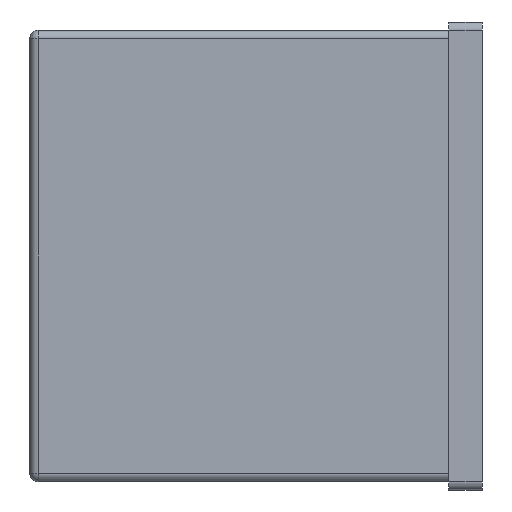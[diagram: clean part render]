
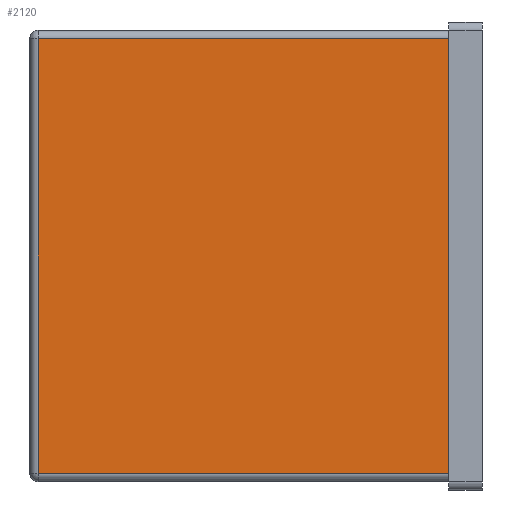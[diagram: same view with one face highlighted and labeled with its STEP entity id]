
A CAD part, left-side view. The second image highlights one B-rep face of the part: STEP entity #2120.
In plain terms, the highlighted planar face has unit normal (-1, 0, 0).
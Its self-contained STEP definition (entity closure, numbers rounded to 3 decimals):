
#2 = EDGE_CURVE ( 'NONE', #488, #2765, #1226, .T. ) ;
#10 = EDGE_CURVE ( 'NONE', #2765, #1626, #1496, .T. ) ;
#82 = VECTOR ( 'NONE', #2214, 1000. ) ;
#106 = PLANE ( 'NONE',  #1326 ) ;
#123 = VECTOR ( 'NONE', #1684, 1000. ) ;
#137 = DIRECTION ( 'NONE',  ( 0., 0., 1. ) ) ;
#269 = EDGE_CURVE ( 'NONE', #1626, #1624, #1645, .T. ) ;
#440 = EDGE_LOOP ( 'NONE', ( #1177, #2244, #862, #1102 ) ) ;
#488 = VERTEX_POINT ( 'NONE', #860 ) ;
#594 = DIRECTION ( 'NONE',  ( 0., 0., -1. ) ) ;
#643 = FACE_OUTER_BOUND ( 'NONE', #440, .T. ) ;
#786 = CARTESIAN_POINT ( 'NONE',  ( 0., 0., -26.2 ) ) ;
#860 = CARTESIAN_POINT ( 'NONE',  ( 0., 24.3, -0.5 ) ) ;
#862 = ORIENTED_EDGE ( 'NONE', *, *, #269, .T. ) ;
#1093 = LINE ( 'NONE', #1322, #82 ) ;
#1102 = ORIENTED_EDGE ( 'NONE', *, *, #1233, .T. ) ;
#1177 = ORIENTED_EDGE ( 'NONE', *, *, #2, .T. ) ;
#1226 = LINE ( 'NONE', #1912, #2413 ) ;
#1233 = EDGE_CURVE ( 'NONE', #1624, #488, #1093, .T. ) ;
#1319 = VECTOR ( 'NONE', #137, 1000. ) ;
#1322 = CARTESIAN_POINT ( 'NONE',  ( 0., 24.8, -0.5 ) ) ;
#1326 = AXIS2_PLACEMENT_3D ( 'NONE', #1786, #1563, #1801 ) ;
#1496 = LINE ( 'NONE', #2346, #123 ) ;
#1563 = DIRECTION ( 'NONE',  ( 1., 0., 0. ) ) ;
#1604 = CARTESIAN_POINT ( 'NONE',  ( 0., 0., 0. ) ) ;
#1624 = VERTEX_POINT ( 'NONE', #2292 ) ;
#1626 = VERTEX_POINT ( 'NONE', #786 ) ;
#1645 = LINE ( 'NONE', #1604, #1319 ) ;
#1684 = DIRECTION ( 'NONE',  ( 0., -1., 0. ) ) ;
#1786 = CARTESIAN_POINT ( 'NONE',  ( 0., 24.8, 0. ) ) ;
#1801 = DIRECTION ( 'NONE',  ( 0., 0., -1. ) ) ;
#1912 = CARTESIAN_POINT ( 'NONE',  ( 0., 24.3, 0. ) ) ;
#2120 = ADVANCED_FACE ( 'NONE', ( #643 ), #106, .F. ) ;
#2169 = CARTESIAN_POINT ( 'NONE',  ( 0., 24.3, -26.2 ) ) ;
#2214 = DIRECTION ( 'NONE',  ( 0., 1., 0. ) ) ;
#2244 = ORIENTED_EDGE ( 'NONE', *, *, #10, .T. ) ;
#2292 = CARTESIAN_POINT ( 'NONE',  ( 0., 0., -0.5 ) ) ;
#2346 = CARTESIAN_POINT ( 'NONE',  ( 0., 24.8, -26.2 ) ) ;
#2413 = VECTOR ( 'NONE', #594, 1000. ) ;
#2765 = VERTEX_POINT ( 'NONE', #2169 ) ;
